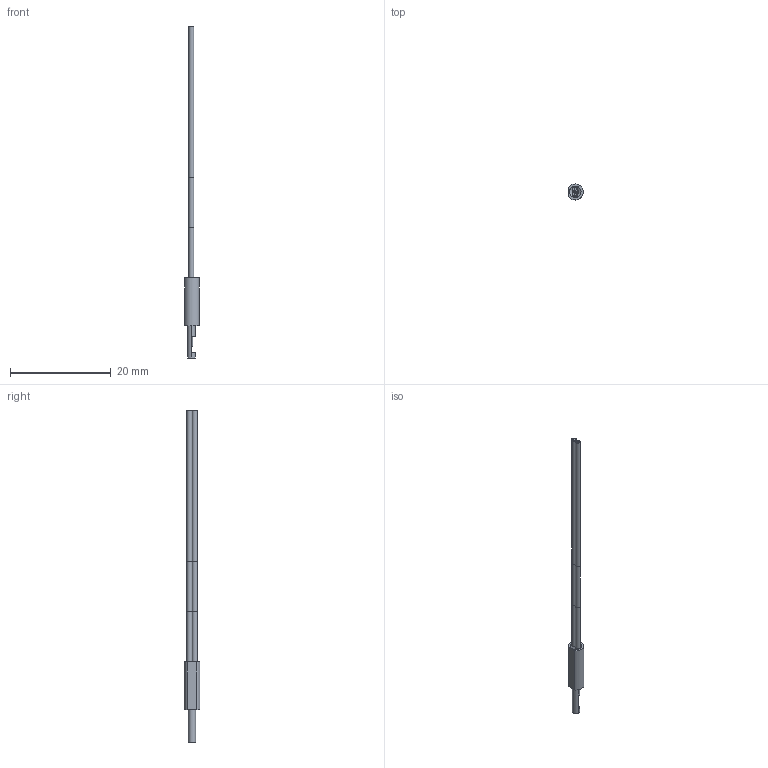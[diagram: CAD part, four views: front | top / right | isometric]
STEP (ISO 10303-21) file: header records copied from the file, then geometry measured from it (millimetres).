
FILE_DESCRIPTION((''),'2;1');
FILE_NAME('193371_ASM','2016-03-02T',('pdmadmin'),(''),'PRO/ENGINEER BY PARAMETRIC TECHNOLOGY CORPORATION, 2013230','PRO/ENGINEER BY PARAMETRIC TECHNOLOGY CORPORATION, 2013230','');
FILE_SCHEMA(('CONFIG_CONTROL_DESIGN'));
Length unit declared in the file: inch
Products named in the file (7): 34647_AF0; 39135_AF0; 41382_AF1; FIBER_CORE_-5_45_DEG_AF1; FIBER_CORE_-5_45_DEG_AF0; 70758_ASM; 193371_ASM
Assembly tree (6 placements, depth 3):
  193371_ASM
    70758_ASM
      34647_AF0
      39135_AF0
      41382_AF1
      FIBER_CORE_-5_45_DEG_AF1
      FIBER_CORE_-5_45_DEG_AF0
Bounding box: 2.9 x 3.17 x 65.92 mm (x, y, z)
Volume: 133.3 mm3; surface area: 689.7 mm2
Topology: 5 solids, 7 shells, 60 faces, 124 edges, 72 vertices
Faces by surface type: cylinder 33, plane 15, bspline 8, cone 4
Entity records: 2108 total; most frequent: CARTESIAN_POINT 652, DIRECTION 318, ORIENTED_EDGE 240, AXIS2_PLACEMENT_3D 134, EDGE_CURVE 124, VERTEX_POINT 72, EDGE_LOOP 64, CIRCLE 62
